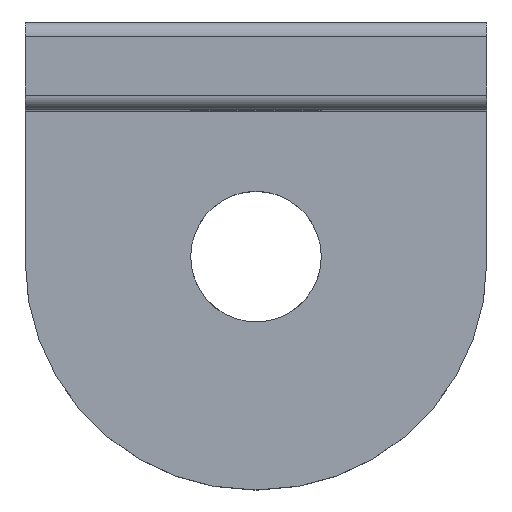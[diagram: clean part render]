
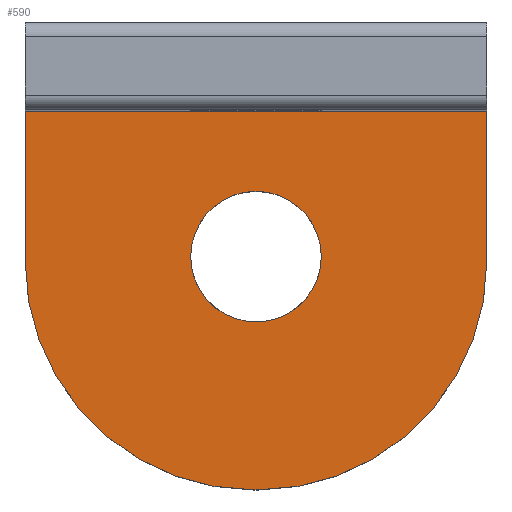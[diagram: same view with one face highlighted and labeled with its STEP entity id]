
A CAD part, top view. The second image highlights one B-rep face of the part: STEP entity #590.
In plain terms, the highlighted planar face has unit normal (0, 0, 1).
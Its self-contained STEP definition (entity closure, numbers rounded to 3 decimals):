
#234=CARTESIAN_POINT('',(-0.14,0.,0.188));
#235=VERTEX_POINT('',#234);
#251=CARTESIAN_POINT('',(0.14,0.,0.188));
#252=VERTEX_POINT('',#251);
#259=CARTESIAN_POINT('',(0.0,0.,0.188));
#260=DIRECTION('',(0.0,0.0,-1.0));
#261=DIRECTION('',(-1.0,0.0,0.0));
#262=AXIS2_PLACEMENT_3D('',#259,#260,#261);
#263=CIRCLE('',#262,0.14);
#264=EDGE_CURVE('',#235,#252,#263,.T.);
#385=CARTESIAN_POINT('',(0.495,0.312,0.188));
#386=VERTEX_POINT('',#385);
#393=CARTESIAN_POINT('',(0.495,-0.01,0.188));
#394=VERTEX_POINT('',#393);
#395=CARTESIAN_POINT('',(0.495,-0.01,0.188));
#396=DIRECTION('',(0.0,1.0,0.0));
#397=VECTOR('',#396,0.322);
#398=LINE('',#395,#397);
#399=EDGE_CURVE('',#394,#386,#398,.T.);
#457=CARTESIAN_POINT('',(-0.495,0.312,0.188));
#458=VERTEX_POINT('',#457);
#465=CARTESIAN_POINT('',(-0.495,0.312,0.188));
#466=DIRECTION('',(1.0,0.0,0.0));
#467=VECTOR('',#466,0.99);
#468=LINE('',#465,#467);
#469=EDGE_CURVE('',#458,#386,#468,.T.);
#512=CARTESIAN_POINT('',(-0.495,-0.01,0.188));
#513=VERTEX_POINT('',#512);
#520=CARTESIAN_POINT('',(-0.495,-0.01,0.188));
#521=DIRECTION('',(0.0,1.0,0.0));
#522=VECTOR('',#521,0.322);
#523=LINE('',#520,#522);
#524=EDGE_CURVE('',#513,#458,#523,.T.);
#537=CARTESIAN_POINT('',(-0.495,-0.5,0.188));
#538=DIRECTION('',(0.0,0.0,1.0));
#539=DIRECTION('',(0.0,1.0,0.0));
#540=AXIS2_PLACEMENT_3D('',#537,#538,#539);
#541=PLANE('',#540);
#542=ORIENTED_EDGE('',*,*,#524,.F.);
#543=CARTESIAN_POINT('',(-0.005,-0.5,0.188));
#544=VERTEX_POINT('',#543);
#545=CARTESIAN_POINT('',(-0.005,-0.01,0.188));
#546=DIRECTION('',(0.,0.,-1.0));
#547=DIRECTION('',(-0.707,-0.707,0.));
#548=AXIS2_PLACEMENT_3D('',#545,#546,#547);
#549=CIRCLE('',#548,0.49);
#550=EDGE_CURVE('',#544,#513,#549,.T.);
#551=ORIENTED_EDGE('',*,*,#550,.F.);
#552=CARTESIAN_POINT('',(0.005,-0.5,0.188));
#553=VERTEX_POINT('',#552);
#554=CARTESIAN_POINT('',(-0.005,-0.5,0.188));
#555=DIRECTION('',(1.0,0.0,0.0));
#556=VECTOR('',#555,0.01);
#557=LINE('',#554,#556);
#558=EDGE_CURVE('',#544,#553,#557,.T.);
#559=ORIENTED_EDGE('',*,*,#558,.T.);
#560=CARTESIAN_POINT('',(0.005,-0.01,0.188));
#561=DIRECTION('',(0.,0.,-1.0));
#562=DIRECTION('',(0.707,-0.707,0.));
#563=AXIS2_PLACEMENT_3D('',#560,#561,#562);
#564=CIRCLE('',#563,0.49);
#565=EDGE_CURVE('',#394,#553,#564,.T.);
#566=ORIENTED_EDGE('',*,*,#565,.F.);
#567=ORIENTED_EDGE('',*,*,#399,.T.);
#568=ORIENTED_EDGE('',*,*,#469,.F.);
#569=EDGE_LOOP('',(#542,#551,#559,#566,#567,#568));
#570=FACE_OUTER_BOUND('',#569,.T.);
#571=CARTESIAN_POINT('',(-0.104,-0.094,0.188));
#572=VERTEX_POINT('',#571);
#573=CARTESIAN_POINT('',(0.0,0.,0.188));
#574=DIRECTION('',(0.0,0.0,-1.0));
#575=DIRECTION('',(-1.0,0.0,0.0));
#576=AXIS2_PLACEMENT_3D('',#573,#574,#575);
#577=CIRCLE('',#576,0.14);
#578=EDGE_CURVE('',#572,#235,#577,.T.);
#579=ORIENTED_EDGE('',*,*,#578,.T.);
#580=ORIENTED_EDGE('',*,*,#264,.T.);
#581=CARTESIAN_POINT('',(0.0,0.,0.188));
#582=DIRECTION('',(0.0,0.0,-1.0));
#583=DIRECTION('',(-1.0,0.0,0.0));
#584=AXIS2_PLACEMENT_3D('',#581,#582,#583);
#585=CIRCLE('',#584,0.14);
#586=EDGE_CURVE('',#252,#572,#585,.T.);
#587=ORIENTED_EDGE('',*,*,#586,.T.);
#588=EDGE_LOOP('',(#579,#580,#587));
#589=FACE_BOUND('',#588,.T.);
#590=ADVANCED_FACE('',(#570,#589),#541,.T.);
